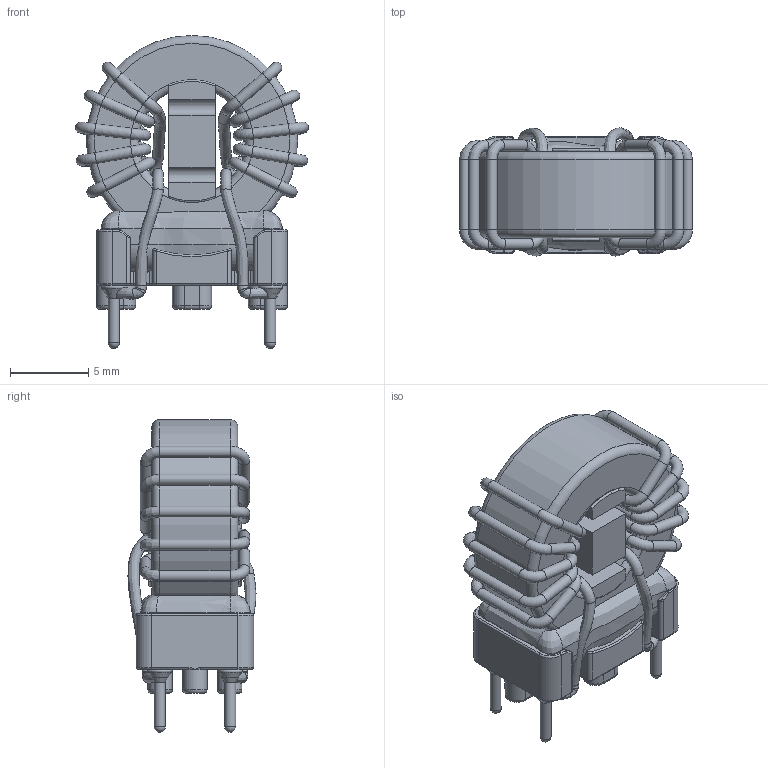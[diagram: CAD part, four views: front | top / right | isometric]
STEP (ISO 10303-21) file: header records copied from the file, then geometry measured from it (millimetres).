
FILE_DESCRIPTION(/* description */ ('Unknown'),/* implementation_level */ '2;1');
FILE_NAME(/* name */ '744841414_XS',/* time_stamp */ '2020-11-24T14:44:57+01:00',/* author */ ('Unknown'),/* organization */ ('Unknown'),/* preprocessor_version */ 'ST-DEVELOPER v16.7',/* originating_system */ 'DEX',/* authorisation */ $);
FILE_SCHEMA (('AUTOMOTIVE_DESIGN {1 0 10303 214 3 1 1}'));
Length unit declared in the file: millimetre
Products named in the file (6): 744841414_XS; WE-CMB XS_Spacer 3mm_V2; Pin; Solderpoints; Glue
Assembly tree (8 placements, depth 2):
  744841414_XS
    744841414_XS
    WE-CMB XS_Spacer 3mm_V2
    Pin  x4
    Solderpoints
    Glue
Bounding box: 14.89 x 8.18 x 20 mm (x, y, z)
Volume: 1083.9 mm3; surface area: 2031 mm2
Topology: 18 solids, 18 shells, 493 faces, 1141 edges, 674 vertices
Faces by surface type: cylinder 172, bspline 122, plane 98, torus 83, cone 10, sphere 8
Full cylindrical faces by diameter (mm): 0.62 x12, 0.7 x48, 1 x8, 6.84 x1, 13.5 x1
Entity records: 23331 total; most frequent: CARTESIAN_POINT 12245, ORIENTED_EDGE 1854, DIRECTION 1732, EDGE_CURVE 927, AXIS2_PLACEMENT_3D 748, EDGE_LOOP 623, FACE_BOUND 623, VERTEX_POINT 622
